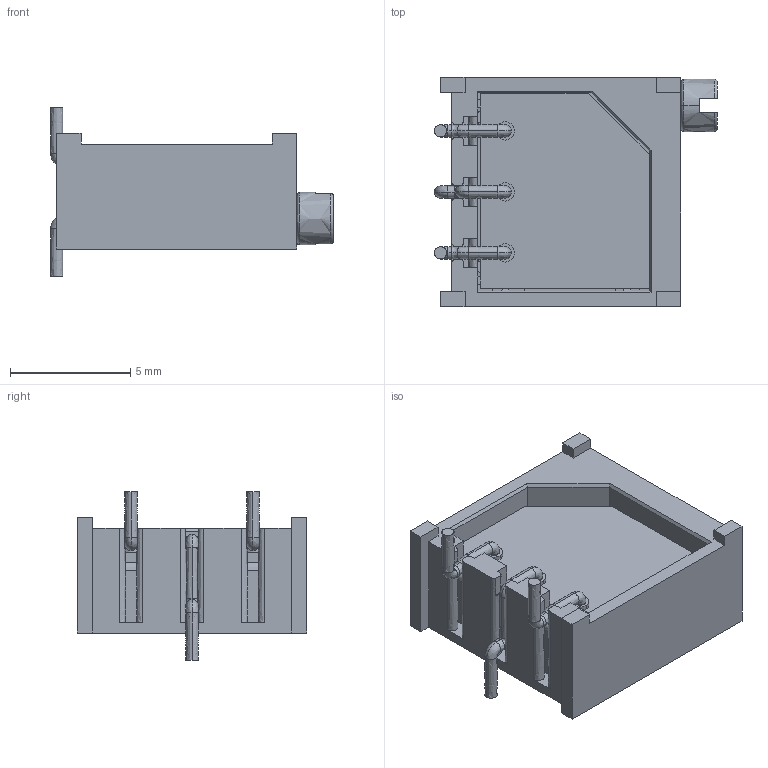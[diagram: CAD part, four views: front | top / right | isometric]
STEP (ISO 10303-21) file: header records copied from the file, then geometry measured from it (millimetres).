
FILE_DESCRIPTION((''),'2;1');
FILE_NAME('30329-604-Y_ASM','2007-10-03T',('minhn'),('Bourns, Inc.'),'PRO/ENGINEER BY PARAMETRIC TECHNOLOGY CORPORATION, 2001200','PRO/ENGINEER BY PARAMETRIC TECHNOLOGY CORPORATION, 2001200','');
FILE_SCHEMA(('AUTOMOTIVE_DESIGN_CC2 { 1 2 10303 214 -1 1 5 2 }'));
Length unit declared in the file: inch
Products named in the file (2): 33756-67504P; 30329-604-Y_ASM
Assembly tree (1 placements, depth 2):
  30329-604-Y_ASM
    33756-67504P
Bounding box: 11.79 x 9.55 x 7.04 mm (x, y, z)
Volume: 269.2 mm3; surface area: 656.7 mm2
Topology: 1 solids, 1 shells, 226 faces, 611 edges, 382 vertices
Faces by surface type: bspline 226
Entity records: 11334 total; most frequent: CARTESIAN_POINT 4458, ORIENTED_EDGE 1222, DIRECTION 753, PRESENTATION_STYLE_ASSIGNMENT 612, STYLED_ITEM 612, CURVE_STYLE 611, EDGE_CURVE 611, VECTOR 407
